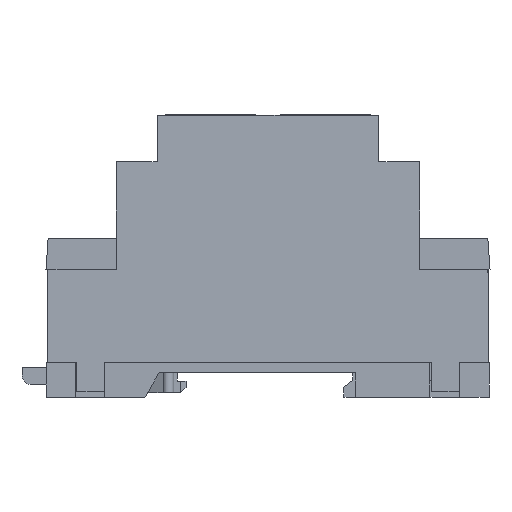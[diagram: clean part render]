
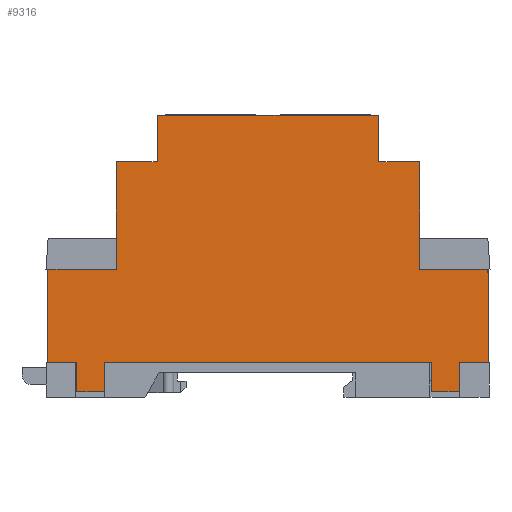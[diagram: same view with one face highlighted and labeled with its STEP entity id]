
A CAD part, left-side view. The second image highlights one B-rep face of the part: STEP entity #9316.
In plain terms, the highlighted planar face has unit normal (-1, 0, 0.009).
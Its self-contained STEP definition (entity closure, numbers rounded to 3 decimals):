
#597=ORIENTED_EDGE('',*,*,#3055,.F.);
#598=ORIENTED_EDGE('',*,*,#3136,.F.);
#599=ORIENTED_EDGE('',*,*,#3067,.F.);
#600=ORIENTED_EDGE('',*,*,#3037,.F.);
#601=ORIENTED_EDGE('',*,*,#3122,.F.);
#602=ORIENTED_EDGE('',*,*,#3069,.T.);
#603=ORIENTED_EDGE('',*,*,#3032,.T.);
#604=ORIENTED_EDGE('',*,*,#3077,.T.);
#605=ORIENTED_EDGE('',*,*,#3078,.T.);
#606=ORIENTED_EDGE('',*,*,#3081,.T.);
#607=ORIENTED_EDGE('',*,*,#3028,.T.);
#608=ORIENTED_EDGE('',*,*,#3087,.T.);
#609=ORIENTED_EDGE('',*,*,#3161,.T.);
#610=ORIENTED_EDGE('',*,*,#3045,.F.);
#611=ORIENTED_EDGE('',*,*,#3092,.T.);
#612=ORIENTED_EDGE('',*,*,#3150,.F.);
#613=ORIENTED_EDGE('',*,*,#3051,.T.);
#614=ORIENTED_EDGE('',*,*,#3170,.F.);
#615=ORIENTED_EDGE('',*,*,#3172,.F.);
#616=ORIENTED_EDGE('',*,*,#3173,.T.);
#3028=EDGE_CURVE('',#4373,#4372,#5292,.T.);
#3032=EDGE_CURVE('',#4374,#4375,#5296,.T.);
#3037=EDGE_CURVE('',#4379,#4376,#5301,.T.);
#3045=EDGE_CURVE('',#4384,#4385,#5309,.T.);
#3051=EDGE_CURVE('',#4391,#4390,#5315,.T.);
#3055=EDGE_CURVE('',#4394,#4395,#5319,.T.);
#3067=EDGE_CURVE('',#4376,#4402,#5327,.T.);
#3069=EDGE_CURVE('',#4403,#4374,#5329,.T.);
#3077=EDGE_CURVE('',#4375,#4408,#5337,.T.);
#3078=EDGE_CURVE('',#4408,#4409,#5338,.T.);
#3081=EDGE_CURVE('',#4409,#4373,#5341,.T.);
#3087=EDGE_CURVE('',#4372,#4413,#5347,.T.);
#3092=EDGE_CURVE('',#4384,#4417,#5352,.T.);
#3122=EDGE_CURVE('',#4403,#4379,#5378,.T.);
#3136=EDGE_CURVE('',#4402,#4394,#5392,.T.);
#3150=EDGE_CURVE('',#4391,#4417,#5406,.T.);
#3161=EDGE_CURVE('',#4413,#4385,#5417,.T.);
#3170=EDGE_CURVE('',#4457,#4390,#5426,.T.);
#3172=EDGE_CURVE('',#4458,#4457,#5428,.T.);
#3173=EDGE_CURVE('',#4458,#4395,#5429,.T.);
#4372=VERTEX_POINT('',#14747);
#4373=VERTEX_POINT('',#14749);
#4374=VERTEX_POINT('',#14753);
#4375=VERTEX_POINT('',#14755);
#4376=VERTEX_POINT('',#14759);
#4379=VERTEX_POINT('',#14765);
#4384=VERTEX_POINT('',#14781);
#4385=VERTEX_POINT('',#14783);
#4390=VERTEX_POINT('',#14794);
#4391=VERTEX_POINT('',#14796);
#4394=VERTEX_POINT('',#14803);
#4395=VERTEX_POINT('',#14805);
#4402=VERTEX_POINT('',#14977);
#4403=VERTEX_POINT('',#14981);
#4408=VERTEX_POINT('',#14995);
#4409=VERTEX_POINT('',#14999);
#4413=VERTEX_POINT('',#15014);
#4417=VERTEX_POINT('',#15024);
#4457=VERTEX_POINT('',#15316);
#4458=VERTEX_POINT('',#15321);
#5292=LINE('',#14748,#6536);
#5296=LINE('',#14756,#6540);
#5301=LINE('',#14766,#6545);
#5309=LINE('',#14782,#6553);
#5315=LINE('',#14795,#6559);
#5319=LINE('',#14804,#6563);
#5327=LINE('',#14976,#6571);
#5329=LINE('',#14980,#6573);
#5337=LINE('',#14996,#6581);
#5338=LINE('',#14998,#6582);
#5341=LINE('',#15004,#6585);
#5347=LINE('',#15016,#6591);
#5352=LINE('',#15025,#6596);
#5378=LINE('',#15232,#6622);
#5392=LINE('',#15255,#6636);
#5406=LINE('',#15282,#6650);
#5417=LINE('',#15301,#6661);
#5426=LINE('',#15317,#6670);
#5428=LINE('',#15320,#6672);
#5429=LINE('',#15322,#6673);
#6536=VECTOR('',#12256,1000.);
#6540=VECTOR('',#12262,1000.);
#6545=VECTOR('',#12269,1000.);
#6553=VECTOR('',#12283,1000.);
#6559=VECTOR('',#12291,1000.);
#6563=VECTOR('',#12297,1000.);
#6571=VECTOR('',#12307,1000.);
#6573=VECTOR('',#12311,1000.);
#6581=VECTOR('',#12323,1000.);
#6582=VECTOR('',#12326,1000.);
#6585=VECTOR('',#12331,1000.);
#6591=VECTOR('',#12341,1000.);
#6596=VECTOR('',#12348,1000.);
#6622=VECTOR('',#12390,1000.);
#6636=VECTOR('',#12410,1000.);
#6650=VECTOR('',#12434,1000.);
#6661=VECTOR('',#12451,1000.);
#6670=VECTOR('',#12466,1000.);
#6672=VECTOR('',#12470,1000.);
#6673=VECTOR('',#12471,1000.);
#7783=EDGE_LOOP('',(#597,#598,#599,#600,#601,#602,#603,#604,#605,#606,#607,
#608,#609,#610,#611,#612,#613,#614,#615,#616));
#8334=FACE_BOUND('',#7783,.T.);
#8873=PLANE('',#11620);
#9316=ADVANCED_FACE('',(#8334),#8873,.T.);
#11620=AXIS2_PLACEMENT_3D('',#15319,#12468,#12469);
#12256=DIRECTION('',(0.,-1.,0.));
#12262=DIRECTION('',(0.,-1.,0.));
#12269=DIRECTION('',(0.009,-0.009,1.));
#12283=DIRECTION('',(-0.009,-0.009,-1.));
#12291=DIRECTION('',(0.,1.,0.));
#12297=DIRECTION('',(0.,-1.,0.));
#12307=DIRECTION('',(0.,-1.,0.));
#12311=DIRECTION('',(-0.009,0.,-1.));
#12323=DIRECTION('',(0.009,0.,1.));
#12326=DIRECTION('',(0.,-1.,0.));
#12331=DIRECTION('',(-0.009,0.,-1.));
#12341=DIRECTION('',(0.009,0.,1.));
#12348=DIRECTION('',(0.,1.,0.));
#12390=DIRECTION('',(0.,1.,0.));
#12410=DIRECTION('',(0.009,0.,1.));
#12434=DIRECTION('',(-0.009,0.,-1.));
#12451=DIRECTION('',(0.,-1.,0.));
#12466=DIRECTION('',(-0.009,-0.009,-1.));
#12468=DIRECTION('',(-1.,0.,0.009));
#12469=DIRECTION('',(0.009,0.,1.));
#12470=DIRECTION('',(0.,-1.,0.));
#12471=DIRECTION('',(-0.009,0.009,-1.));
#14747=CARTESIAN_POINT('',(26633.451,-39.091,0.673));
#14748=CARTESIAN_POINT('',(26633.451,47.471,0.673));
#14749=CARTESIAN_POINT('',(26633.451,-33.391,0.673));
#14753=CARTESIAN_POINT('',(26633.451,39.069,0.673));
#14755=CARTESIAN_POINT('',(26633.451,33.369,0.673));
#14756=CARTESIAN_POINT('',(26633.451,47.471,0.673));
#14759=CARTESIAN_POINT('',(26633.669,44.934,25.673));
#14765=CARTESIAN_POINT('',(26633.503,45.1,6.673));
#14766=CARTESIAN_POINT('',(26633.945,44.658,57.305));
#14781=CARTESIAN_POINT('',(26633.669,-44.934,25.673));
#14782=CARTESIAN_POINT('',(26633.937,-44.667,56.336));
#14783=CARTESIAN_POINT('',(26633.503,-45.1,6.673));
#14794=CARTESIAN_POINT('',(26633.861,-22.644,47.673));
#14795=CARTESIAN_POINT('',(26633.861,47.471,47.673));
#14796=CARTESIAN_POINT('',(26633.861,-31.002,47.673));
#14803=CARTESIAN_POINT('',(26633.861,31.002,47.673));
#14804=CARTESIAN_POINT('',(26633.861,47.482,47.673));
#14805=CARTESIAN_POINT('',(26633.861,22.644,47.673));
#14976=CARTESIAN_POINT('',(26633.669,44.956,25.673));
#14977=CARTESIAN_POINT('',(26633.669,31.002,25.673));
#14980=CARTESIAN_POINT('',(26633.46,39.069,1.685));
#14981=CARTESIAN_POINT('',(26633.503,39.069,6.673));
#14995=CARTESIAN_POINT('',(26633.503,33.369,6.673));
#14996=CARTESIAN_POINT('',(26633.949,33.369,57.721));
#14998=CARTESIAN_POINT('',(26633.503,47.471,6.673));
#14999=CARTESIAN_POINT('',(26633.503,-33.391,6.673));
#15004=CARTESIAN_POINT('',(26633.46,-33.391,1.685));
#15014=CARTESIAN_POINT('',(26633.503,-39.091,6.673));
#15016=CARTESIAN_POINT('',(26633.949,-39.091,57.721));
#15024=CARTESIAN_POINT('',(26633.669,-31.002,25.673));
#15025=CARTESIAN_POINT('',(26633.669,-58.621,25.672));
#15232=CARTESIAN_POINT('',(26633.503,43.528,6.673));
#15255=CARTESIAN_POINT('',(26633.949,31.002,57.721));
#15282=CARTESIAN_POINT('',(26633.652,-31.002,23.706));
#15301=CARTESIAN_POINT('',(26633.503,47.471,6.673));
#15316=CARTESIAN_POINT('',(26633.944,-22.561,57.173));
#15317=CARTESIAN_POINT('',(26633.937,-22.569,56.361));
#15319=CARTESIAN_POINT('',(26633.949,47.471,57.721));
#15320=CARTESIAN_POINT('',(26633.944,0.,57.173));
#15321=CARTESIAN_POINT('',(26633.944,22.561,57.173));
#15322=CARTESIAN_POINT('',(26633.947,22.559,57.503));
